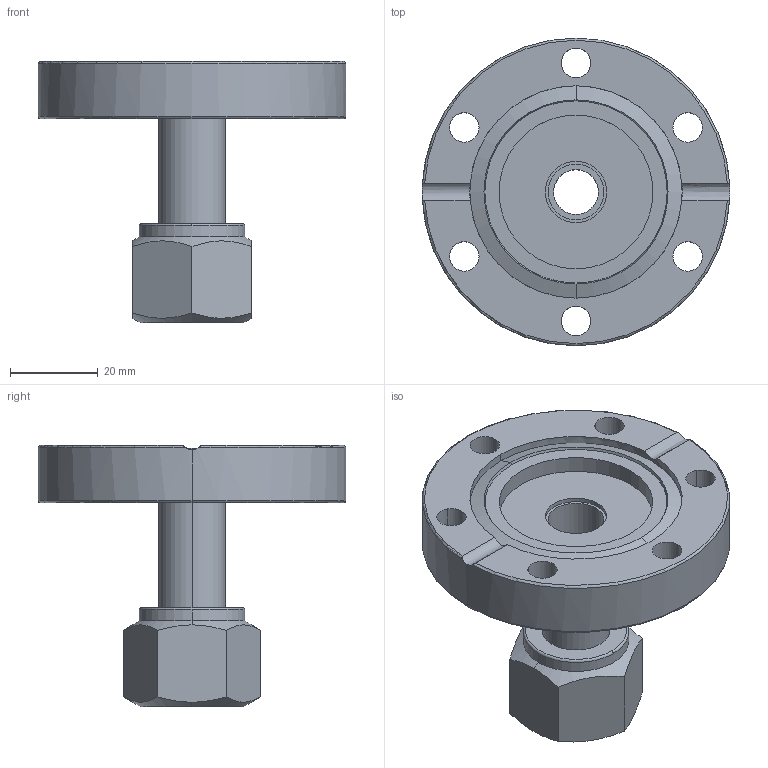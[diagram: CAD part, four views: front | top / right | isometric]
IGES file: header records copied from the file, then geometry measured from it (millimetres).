
Global section: file name: No Iges File Name specified; native system: AutoDesk Inventor R12.0; preprocessor: AutoDesk Inventor Iges Exporter R12.0; date: 20090415.145431; units: millimetre
Bounding box: 70 x 70 x 59.4 mm (x, y, z)
Volume: 49896.7 mm3; surface area: 20115.7 mm2
Topology: 3 solids, 3 shells, 84 faces, 210 edges, 138 vertices
Faces by surface type: revolution 21, plane 19, bspline 18, cylinder 10, torus 8, cone 8
